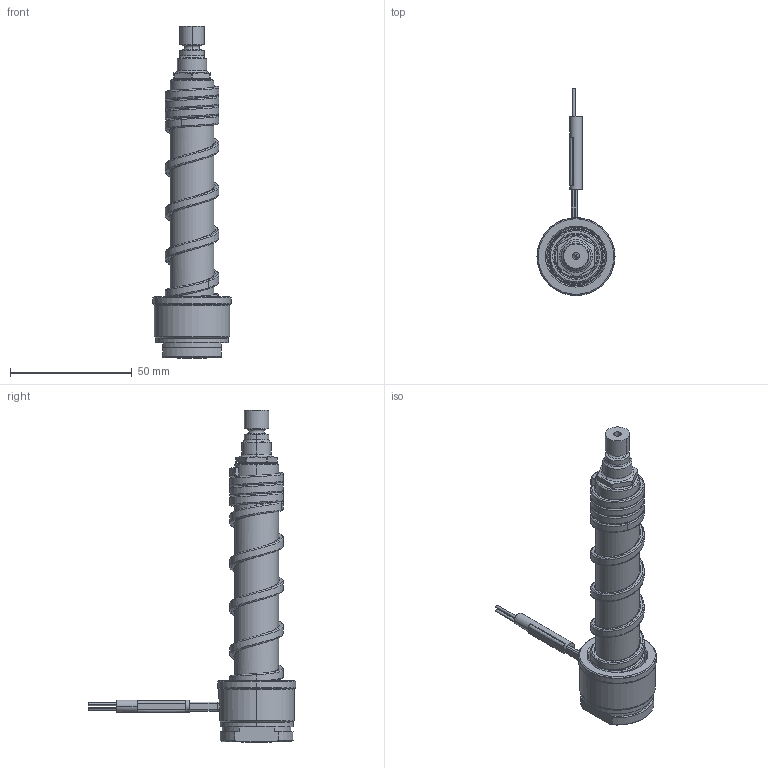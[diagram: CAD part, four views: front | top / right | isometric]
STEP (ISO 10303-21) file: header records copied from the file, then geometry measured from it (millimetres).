
FILE_DESCRIPTION((''),'2;1');
FILE_NAME('SM-126-BEU-H','2014-02-27T',('Íàòàëüÿ'),('IMID'),'PRO/ENGINEER BY PARAMETRIC TECHNOLOGY CORPORATION, 2010180','PRO/ENGINEER BY PARAMETRIC TECHNOLOGY CORPORATION, 2010180','');
FILE_SCHEMA(('CONFIG_CONTROL_DESIGN'));
Length unit declared in the file: millimetre
Products named in the file (1): SM-126-BEU-H
Bounding box: 32 x 85 x 136.2 mm (x, y, z)
Volume: 41742 mm3; surface area: 22167.2 mm2
Topology: 1 solids, 9 shells, 347 faces, 908 edges, 545 vertices
Faces by surface type: cylinder 115, bspline 69, cone 66, plane 51, torus 28, revolution 9, extrusion 7, sphere 2
Entity records: 20144 total; most frequent: CARTESIAN_POINT 12074, ORIENTED_EDGE 1776, DIRECTION 1532, EDGE_CURVE 900, AXIS2_PLACEMENT_3D 607, VERTEX_POINT 545, EDGE_LOOP 369, FACE_OUTER_BOUND 347
